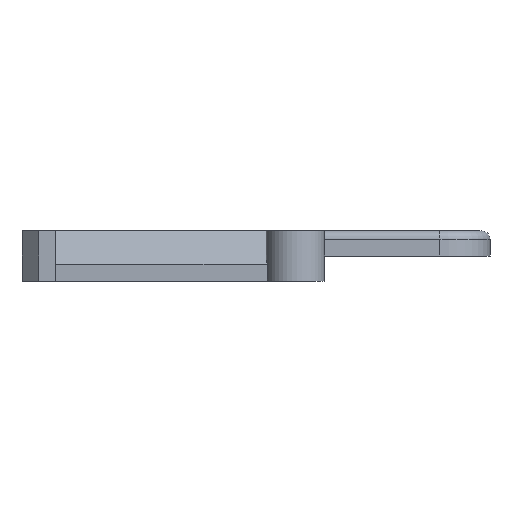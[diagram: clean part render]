
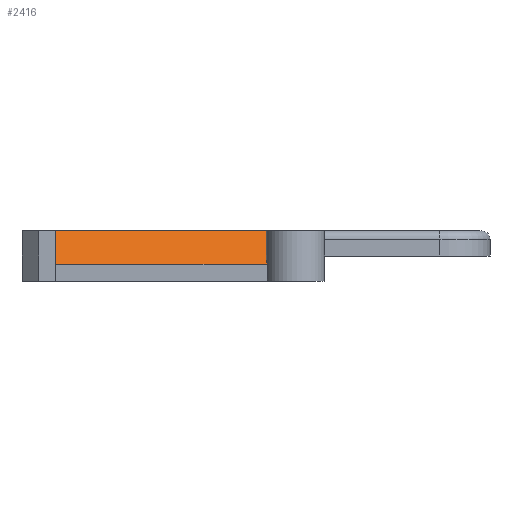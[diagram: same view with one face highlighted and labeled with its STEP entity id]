
A CAD part, front view. The second image highlights one B-rep face of the part: STEP entity #2416.
In plain terms, the highlighted planar face has unit normal (0, -0.707, 0.707).
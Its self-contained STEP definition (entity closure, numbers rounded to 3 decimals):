
#31 = PLANE('',#32);
#32 = AXIS2_PLACEMENT_3D('',#33,#34,#35);
#33 = CARTESIAN_POINT('',(4.347,16.021,23.));
#34 = DIRECTION('',(0.,0.,1.));
#35 = DIRECTION('',(1.,0.,0.));
#60 = VERTEX_POINT('',#61);
#61 = CARTESIAN_POINT('',(-13.5,-2.5,23.));
#75 = PLANE('',#76);
#76 = AXIS2_PLACEMENT_3D('',#77,#78,#79);
#77 = CARTESIAN_POINT('',(-13.5,-10.,17.));
#78 = DIRECTION('',(1.,0.,0.));
#79 = DIRECTION('',(0.,0.,1.));
#87 = EDGE_CURVE('',#60,#88,#90,.T.);
#88 = VERTEX_POINT('',#89);
#89 = CARTESIAN_POINT('',(13.397,-2.5,23.));
#90 = SURFACE_CURVE('',#91,(#95,#102),.PCURVE_S1.);
#91 = LINE('',#92,#93);
#92 = CARTESIAN_POINT('',(-13.5,-2.5,23.));
#93 = VECTOR('',#94,1.);
#94 = DIRECTION('',(1.,0.,0.));
#95 = PCURVE('',#31,#96);
#96 = DEFINITIONAL_REPRESENTATION('',(#97),#101);
#97 = LINE('',#98,#99);
#98 = CARTESIAN_POINT('',(-17.847,-18.521));
#99 = VECTOR('',#100,1.);
#100 = DIRECTION('',(1.,-0.));
#101 = ( GEOMETRIC_REPRESENTATION_CONTEXT(2) 
PARAMETRIC_REPRESENTATION_CONTEXT() REPRESENTATION_CONTEXT('2D SPACE',''
  ) );
#102 = PCURVE('',#103,#108);
#103 = PLANE('',#104);
#104 = AXIS2_PLACEMENT_3D('',#105,#106,#107);
#105 = CARTESIAN_POINT('',(-13.5,-4.5,21.));
#106 = DIRECTION('',(0.,0.707,-0.707));
#107 = DIRECTION('',(1.,0.,0.));
#108 = DEFINITIONAL_REPRESENTATION('',(#109),#113);
#109 = LINE('',#110,#111);
#110 = CARTESIAN_POINT('',(0.,-2.828));
#111 = VECTOR('',#112,1.);
#112 = DIRECTION('',(1.,0.));
#113 = ( GEOMETRIC_REPRESENTATION_CONTEXT(2) 
PARAMETRIC_REPRESENTATION_CONTEXT() REPRESENTATION_CONTEXT('2D SPACE',''
  ) );
#136 = CYLINDRICAL_SURFACE('',#137,3.5);
#137 = AXIS2_PLACEMENT_3D('',#138,#139,#140);
#138 = CARTESIAN_POINT('',(15.2,-5.5,17.));
#139 = DIRECTION('',(0.,0.,1.));
#140 = DIRECTION('',(1.,0.,0.));
#2318 = VERTEX_POINT('',#2319);
#2319 = CARTESIAN_POINT('',(-13.5,-6.5,19.));
#2334 = PLANE('',#2335);
#2335 = AXIS2_PLACEMENT_3D('',#2336,#2337,#2338);
#2336 = CARTESIAN_POINT('',(-14.5,-6.5,17.));
#2337 = DIRECTION('',(0.,1.,0.));
#2338 = DIRECTION('',(0.,0.,1.));
#2345 = EDGE_CURVE('',#60,#2318,#2346,.T.);
#2346 = SURFACE_CURVE('',#2347,(#2351,#2358),.PCURVE_S1.);
#2347 = LINE('',#2348,#2349);
#2348 = CARTESIAN_POINT('',(-13.5,-6.875,18.625));
#2349 = VECTOR('',#2350,1.);
#2350 = DIRECTION('',(0.,-0.707,-0.707));
#2351 = PCURVE('',#75,#2352);
#2352 = DEFINITIONAL_REPRESENTATION('',(#2353),#2357);
#2353 = LINE('',#2354,#2355);
#2354 = CARTESIAN_POINT('',(1.625,-3.125));
#2355 = VECTOR('',#2356,1.);
#2356 = DIRECTION('',(-0.707,0.707));
#2357 = ( GEOMETRIC_REPRESENTATION_CONTEXT(2) 
PARAMETRIC_REPRESENTATION_CONTEXT() REPRESENTATION_CONTEXT('2D SPACE',''
  ) );
#2358 = PCURVE('',#103,#2359);
#2359 = DEFINITIONAL_REPRESENTATION('',(#2360),#2364);
#2360 = LINE('',#2361,#2362);
#2361 = CARTESIAN_POINT('',(0.,3.359));
#2362 = VECTOR('',#2363,1.);
#2363 = DIRECTION('',(0.,1.));
#2364 = ( GEOMETRIC_REPRESENTATION_CONTEXT(2) 
PARAMETRIC_REPRESENTATION_CONTEXT() REPRESENTATION_CONTEXT('2D SPACE',''
  ) );
#2416 = ADVANCED_FACE('',(#2417),#103,.F.);
#2417 = FACE_BOUND('',#2418,.F.);
#2418 = EDGE_LOOP('',(#2419,#2420,#2421,#2452));
#2419 = ORIENTED_EDGE('',*,*,#2345,.F.);
#2420 = ORIENTED_EDGE('',*,*,#87,.T.);
#2421 = ORIENTED_EDGE('',*,*,#2422,.T.);
#2422 = EDGE_CURVE('',#88,#2423,#2425,.T.);
#2423 = VERTEX_POINT('',#2424);
#2424 = CARTESIAN_POINT('',(11.846,-6.5,19.));
#2425 = SURFACE_CURVE('',#2426,(#2431,#2442),.PCURVE_S1.);
#2426 = ELLIPSE('',#2427,4.95,3.5);
#2427 = AXIS2_PLACEMENT_3D('',#2428,#2429,#2430);
#2428 = CARTESIAN_POINT('',(15.2,-5.5,20.));
#2429 = DIRECTION('',(0.,-0.707,0.707));
#2430 = DIRECTION('',(0.,0.707,0.707));
#2431 = PCURVE('',#103,#2432);
#2432 = DEFINITIONAL_REPRESENTATION('',(#2433),#2441);
#2433 = ( BOUNDED_CURVE() B_SPLINE_CURVE(2,(#2434,#2435,#2436,#2437,
#2438,#2439,#2440),.UNSPECIFIED.,.T.,.F.) B_SPLINE_CURVE_WITH_KNOTS((1,2
    ,2,2,2,1),(-2.094,0.,2.094,4.189,
6.283,8.378),.UNSPECIFIED.) CURVE() 
GEOMETRIC_REPRESENTATION_ITEM() RATIONAL_B_SPLINE_CURVE((1.,0.5,1.,0.5,
1.,0.5,1.)) REPRESENTATION_ITEM('') );
#2434 = CARTESIAN_POINT('',(28.7,-3.536));
#2435 = CARTESIAN_POINT('',(22.638,-3.536));
#2436 = CARTESIAN_POINT('',(25.669,3.889));
#2437 = CARTESIAN_POINT('',(28.7,11.314));
#2438 = CARTESIAN_POINT('',(31.731,3.889));
#2439 = CARTESIAN_POINT('',(34.762,-3.536));
#2440 = CARTESIAN_POINT('',(28.7,-3.536));
#2441 = ( GEOMETRIC_REPRESENTATION_CONTEXT(2) 
PARAMETRIC_REPRESENTATION_CONTEXT() REPRESENTATION_CONTEXT('2D SPACE',''
  ) );
#2442 = PCURVE('',#136,#2443);
#2443 = DEFINITIONAL_REPRESENTATION('',(#2444),#2451);
#2444 = B_SPLINE_CURVE_WITH_KNOTS('',5,(#2445,#2446,#2447,#2448,#2449,
    #2450),.UNSPECIFIED.,.F.,.F.,(6,6),(0.541,1.861),
  .PIECEWISE_BEZIER_KNOTS.);
#2445 = CARTESIAN_POINT('',(2.112,6.));
#2446 = CARTESIAN_POINT('',(2.376,5.524));
#2447 = CARTESIAN_POINT('',(2.64,4.788));
#2448 = CARTESIAN_POINT('',(2.904,3.857));
#2449 = CARTESIAN_POINT('',(3.167,2.885));
#2450 = CARTESIAN_POINT('',(3.431,2.));
#2451 = ( GEOMETRIC_REPRESENTATION_CONTEXT(2) 
PARAMETRIC_REPRESENTATION_CONTEXT() REPRESENTATION_CONTEXT('2D SPACE',''
  ) );
#2452 = ORIENTED_EDGE('',*,*,#2453,.F.);
#2453 = EDGE_CURVE('',#2318,#2423,#2454,.T.);
#2454 = SURFACE_CURVE('',#2455,(#2459,#2466),.PCURVE_S1.);
#2455 = LINE('',#2456,#2457);
#2456 = CARTESIAN_POINT('',(-13.5,-6.5,19.));
#2457 = VECTOR('',#2458,1.);
#2458 = DIRECTION('',(1.,0.,0.));
#2459 = PCURVE('',#103,#2460);
#2460 = DEFINITIONAL_REPRESENTATION('',(#2461),#2465);
#2461 = LINE('',#2462,#2463);
#2462 = CARTESIAN_POINT('',(0.,2.828));
#2463 = VECTOR('',#2464,1.);
#2464 = DIRECTION('',(1.,0.));
#2465 = ( GEOMETRIC_REPRESENTATION_CONTEXT(2) 
PARAMETRIC_REPRESENTATION_CONTEXT() REPRESENTATION_CONTEXT('2D SPACE',''
  ) );
#2466 = PCURVE('',#2334,#2467);
#2467 = DEFINITIONAL_REPRESENTATION('',(#2468),#2472);
#2468 = LINE('',#2469,#2470);
#2469 = CARTESIAN_POINT('',(2.,1.));
#2470 = VECTOR('',#2471,1.);
#2471 = DIRECTION('',(0.,1.));
#2472 = ( GEOMETRIC_REPRESENTATION_CONTEXT(2) 
PARAMETRIC_REPRESENTATION_CONTEXT() REPRESENTATION_CONTEXT('2D SPACE',''
  ) );
